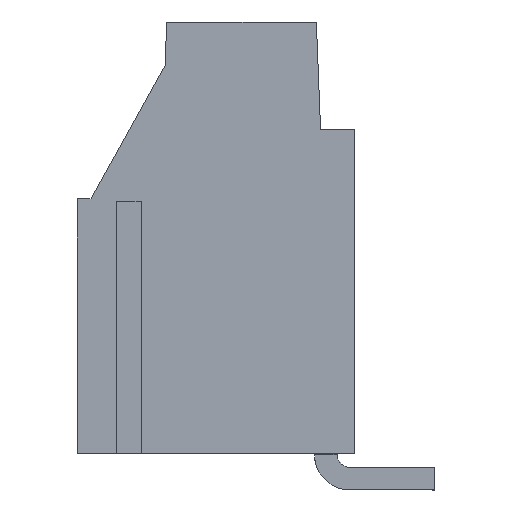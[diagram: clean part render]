
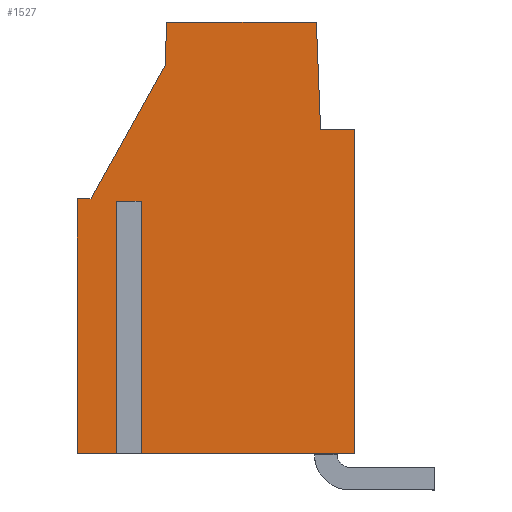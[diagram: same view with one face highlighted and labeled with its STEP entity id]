
A CAD part, left-side view. The second image highlights one B-rep face of the part: STEP entity #1527.
In plain terms, the highlighted planar face has unit normal (-1, 0, 0).
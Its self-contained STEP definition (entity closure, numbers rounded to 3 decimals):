
#1428=AXIS2_PLACEMENT_3D('Plane Axis2P3D',#1425,#1426,#1427) ;
#1328=CARTESIAN_POINT('Line Origine',(0.65,7.676,18.57)) ;
#1332=CARTESIAN_POINT('Vertex',(0.65,10.646,18.57)) ;
#1334=CARTESIAN_POINT('Vertex',(0.65,4.705,18.57)) ;
#1425=CARTESIAN_POINT('Axis2P3D Location',(0.65,-1.268,0.)) ;
#1430=CARTESIAN_POINT('Line Origine',(0.65,12.35,6.45)) ;
#1434=CARTESIAN_POINT('Vertex',(0.65,12.35,1.45)) ;
#1436=CARTESIAN_POINT('Vertex',(0.65,12.35,11.45)) ;
#1439=CARTESIAN_POINT('Line Origine',(0.65,12.15,11.45)) ;
#1443=CARTESIAN_POINT('Vertex',(0.65,11.95,11.45)) ;
#1446=CARTESIAN_POINT('Line Origine',(0.65,11.95,6.45)) ;
#1450=CARTESIAN_POINT('Vertex',(0.65,11.95,1.45)) ;
#1453=CARTESIAN_POINT('Line Origine',(0.65,7.575,1.45)) ;
#1457=CARTESIAN_POINT('Vertex',(0.65,3.2,1.45)) ;
#1460=CARTESIAN_POINT('Line Origine',(0.65,3.2,7.875)) ;
#1464=CARTESIAN_POINT('Vertex',(0.65,3.2,14.3)) ;
#1467=CARTESIAN_POINT('Line Origine',(0.65,3.869,14.3)) ;
#1471=CARTESIAN_POINT('Vertex',(0.65,4.538,14.3)) ;
#1474=CARTESIAN_POINT('Line Origine',(0.65,4.622,16.435)) ;
#1479=CARTESIAN_POINT('Line Origine',(0.65,10.676,17.71)) ;
#1483=CARTESIAN_POINT('Vertex',(0.65,10.706,16.849)) ;
#1486=CARTESIAN_POINT('Line Origine',(0.65,12.176,14.2)) ;
#1490=CARTESIAN_POINT('Vertex',(0.65,13.645,11.55)) ;
#1493=CARTESIAN_POINT('Line Origine',(0.65,13.923,11.55)) ;
#1497=CARTESIAN_POINT('Vertex',(0.65,14.2,11.55)) ;
#1500=CARTESIAN_POINT('Line Origine',(0.65,14.2,6.5)) ;
#1504=CARTESIAN_POINT('Vertex',(0.65,14.2,1.45)) ;
#1507=CARTESIAN_POINT('Line Origine',(0.65,13.275,1.45)) ;
#1329=DIRECTION('Vector Direction',(0.,1.,0.)) ;
#1426=DIRECTION('Axis2P3D Direction',(1.,0.,0.)) ;
#1427=DIRECTION('Axis2P3D XDirection',(0.,1.,0.)) ;
#1431=DIRECTION('Vector Direction',(0.,0.,1.)) ;
#1440=DIRECTION('Vector Direction',(0.,-1.,0.)) ;
#1447=DIRECTION('Vector Direction',(0.,0.,1.)) ;
#1454=DIRECTION('Vector Direction',(0.,1.,0.)) ;
#1461=DIRECTION('Vector Direction',(0.,0.,1.)) ;
#1468=DIRECTION('Vector Direction',(0.,1.,0.)) ;
#1475=DIRECTION('Vector Direction',(0.,-0.039,-0.999)) ;
#1480=DIRECTION('Vector Direction',(0.,0.035,-0.999)) ;
#1487=DIRECTION('Vector Direction',(0.,-0.485,0.875)) ;
#1494=DIRECTION('Vector Direction',(0.,-1.,0.)) ;
#1501=DIRECTION('Vector Direction',(0.,0.,-1.)) ;
#1508=DIRECTION('Vector Direction',(0.,1.,0.)) ;
#1330=VECTOR('Line Direction',#1329,1.) ;
#1432=VECTOR('Line Direction',#1431,1.) ;
#1441=VECTOR('Line Direction',#1440,1.) ;
#1448=VECTOR('Line Direction',#1447,1.) ;
#1455=VECTOR('Line Direction',#1454,1.) ;
#1462=VECTOR('Line Direction',#1461,1.) ;
#1469=VECTOR('Line Direction',#1468,1.) ;
#1476=VECTOR('Line Direction',#1475,1.) ;
#1481=VECTOR('Line Direction',#1480,1.) ;
#1488=VECTOR('Line Direction',#1487,1.) ;
#1495=VECTOR('Line Direction',#1494,1.) ;
#1502=VECTOR('Line Direction',#1501,1.) ;
#1509=VECTOR('Line Direction',#1508,1.) ;
#1513=ORIENTED_EDGE('',*,*,#1438,.T.) ;
#1514=ORIENTED_EDGE('',*,*,#1445,.T.) ;
#1515=ORIENTED_EDGE('',*,*,#1452,.F.) ;
#1516=ORIENTED_EDGE('',*,*,#1459,.F.) ;
#1517=ORIENTED_EDGE('',*,*,#1466,.F.) ;
#1518=ORIENTED_EDGE('',*,*,#1473,.F.) ;
#1519=ORIENTED_EDGE('',*,*,#1478,.F.) ;
#1520=ORIENTED_EDGE('',*,*,#1336,.F.) ;
#1521=ORIENTED_EDGE('',*,*,#1485,.F.) ;
#1522=ORIENTED_EDGE('',*,*,#1492,.F.) ;
#1523=ORIENTED_EDGE('',*,*,#1499,.F.) ;
#1524=ORIENTED_EDGE('',*,*,#1506,.F.) ;
#1525=ORIENTED_EDGE('',*,*,#1511,.F.) ;
#1527=ADVANCED_FACE('3',(#1526),#1429,.F.) ;
#1336=EDGE_CURVE('',#1333,#1335,#1331,.F.) ;
#1438=EDGE_CURVE('',#1435,#1437,#1433,.T.) ;
#1445=EDGE_CURVE('',#1437,#1444,#1442,.T.) ;
#1452=EDGE_CURVE('',#1451,#1444,#1449,.T.) ;
#1459=EDGE_CURVE('',#1458,#1451,#1456,.T.) ;
#1466=EDGE_CURVE('',#1465,#1458,#1463,.F.) ;
#1473=EDGE_CURVE('',#1472,#1465,#1470,.F.) ;
#1478=EDGE_CURVE('',#1335,#1472,#1477,.T.) ;
#1485=EDGE_CURVE('',#1484,#1333,#1482,.F.) ;
#1492=EDGE_CURVE('',#1491,#1484,#1489,.T.) ;
#1499=EDGE_CURVE('',#1498,#1491,#1496,.T.) ;
#1506=EDGE_CURVE('',#1505,#1498,#1503,.F.) ;
#1511=EDGE_CURVE('',#1435,#1505,#1510,.T.) ;
#1512=EDGE_LOOP('',(#1513,#1514,#1515,#1516,#1517,#1518,#1519,#1520,#1521,#1522,#1523,#1524,#1525)) ;
#1526=FACE_OUTER_BOUND('',#1512,.T.) ;
#1331=LINE('Line',#1328,#1330) ;
#1433=LINE('Line',#1430,#1432) ;
#1442=LINE('Line',#1439,#1441) ;
#1449=LINE('Line',#1446,#1448) ;
#1456=LINE('Line',#1453,#1455) ;
#1463=LINE('Line',#1460,#1462) ;
#1470=LINE('Line',#1467,#1469) ;
#1477=LINE('Line',#1474,#1476) ;
#1482=LINE('Line',#1479,#1481) ;
#1489=LINE('Line',#1486,#1488) ;
#1496=LINE('Line',#1493,#1495) ;
#1503=LINE('Line',#1500,#1502) ;
#1510=LINE('Line',#1507,#1509) ;
#1429=PLANE('',#1428) ;
#1333=VERTEX_POINT('',#1332) ;
#1335=VERTEX_POINT('',#1334) ;
#1435=VERTEX_POINT('',#1434) ;
#1437=VERTEX_POINT('',#1436) ;
#1444=VERTEX_POINT('',#1443) ;
#1451=VERTEX_POINT('',#1450) ;
#1458=VERTEX_POINT('',#1457) ;
#1465=VERTEX_POINT('',#1464) ;
#1472=VERTEX_POINT('',#1471) ;
#1484=VERTEX_POINT('',#1483) ;
#1491=VERTEX_POINT('',#1490) ;
#1498=VERTEX_POINT('',#1497) ;
#1505=VERTEX_POINT('',#1504) ;
